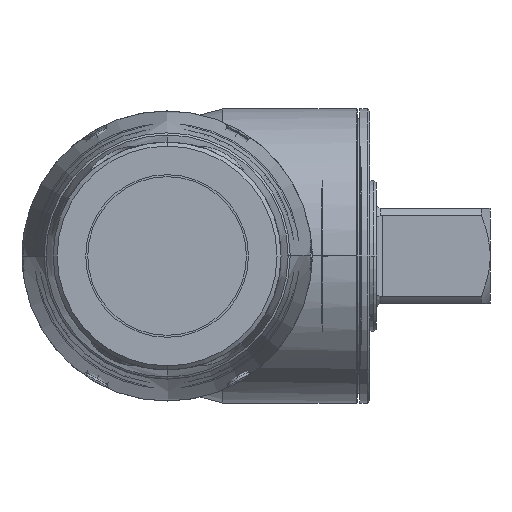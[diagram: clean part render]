
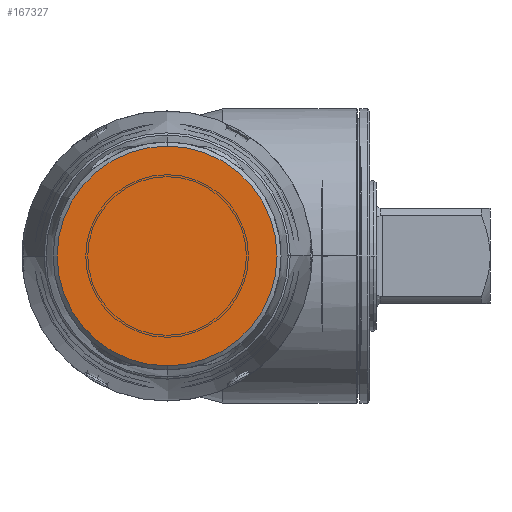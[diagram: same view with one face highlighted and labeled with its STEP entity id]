
A CAD part, left-side view. The second image highlights one B-rep face of the part: STEP entity #167327.
In plain terms, the highlighted planar face has unit normal (-1, 0, 0).
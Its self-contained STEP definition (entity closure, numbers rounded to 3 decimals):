
#57666=CARTESIAN_POINT('',(-53.472,0.,0.));
#57667=DIRECTION('',(-1.,0.,0.));
#57668=DIRECTION('',(0.,0.,-1.));
#57669=AXIS2_PLACEMENT_3D('',#57666,#57667,#57668);
#57680=CARTESIAN_POINT('',(-53.472,0.,0.));
#57681=DIRECTION('',(1.,0.,0.));
#57682=DIRECTION('',(0.,0.,-1.));
#57683=AXIS2_PLACEMENT_3D('',#57680,#57681,#57682);
#124524=CARTESIAN_POINT('',(-53.472,0.,-21.975));
#124525=CARTESIAN_POINT('',(-53.472,0.,21.975));
#124526=VERTEX_POINT('',#124524);
#124527=VERTEX_POINT('',#124525);
#167318=CARTESIAN_POINT('',(-53.472,0.,0.));
#167319=DIRECTION('',(-1.,0.,0.));
#167320=DIRECTION('',(0.,0.,1.));
#167321=AXIS2_PLACEMENT_3D('',#167318,#167319,#167320);
#167322=PLANE('',#167321);
#167323=ORIENTED_EDGE('',*,*,#167298,.F.);
#167324=ORIENTED_EDGE('',*,*,#167312,.T.);
#167325=EDGE_LOOP('',(#167323,#167324));
#167326=FACE_OUTER_BOUND('',#167325,.F.);
#167327=ADVANCED_FACE('',(#167326),#167322,.T.);
#57670=CIRCLE('',#57669,21.975);
#57684=CIRCLE('',#57683,21.975);
#167298=EDGE_CURVE('',#124526,#124527,#57670,.T.);
#167312=EDGE_CURVE('',#124526,#124527,#57684,.T.);
